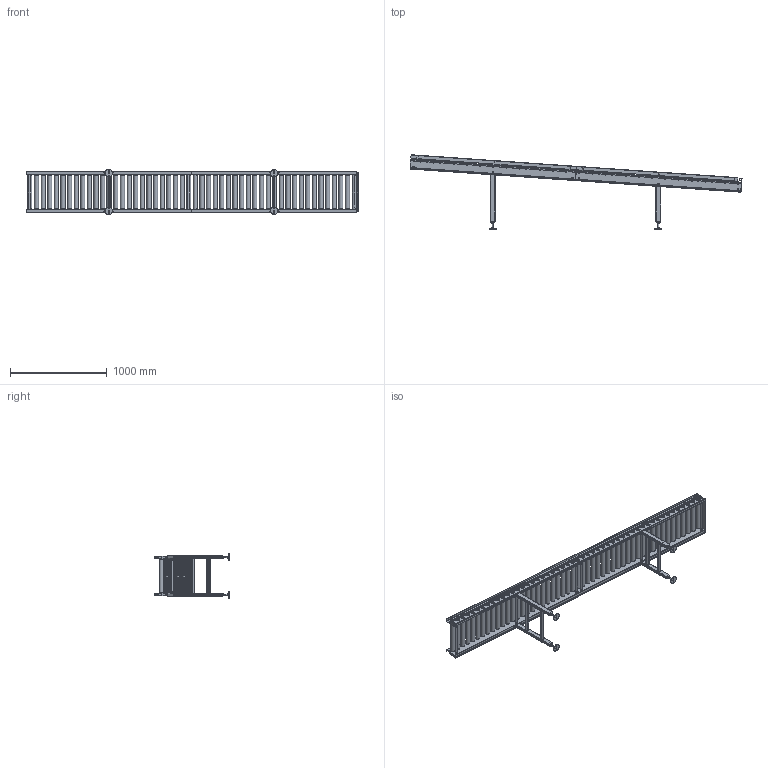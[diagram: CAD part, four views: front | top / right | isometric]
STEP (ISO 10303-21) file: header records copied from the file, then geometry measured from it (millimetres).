
FILE_DESCRIPTION(('FreeCAD Model'),'2;1');
FILE_NAME('Open CASCADE Shape Model','2025-05-04T02:24:41',('FreeCAD'),( 'FreeCAD'),'Open CASCADE STEP processor 7.6','FreeCAD','Unknown');
FILE_SCHEMA(('AUTOMOTIVE_DESIGN { 1 0 10303 214 1 1 1 1 }'));
Products named in the file (1): Open CASCADE STEP translator 7.6 1
Bounding box: 3423.47 x 767.26 x 465.17 mm (x, y, z)
Volume: 30036822.5 mm3; surface area: 7823417.8 mm2
Topology: 167 solids, 167 shells, 1770 faces, 3796 edges, 2460 vertices
Faces by surface type: bspline 1770
Entity records: 58336 total; most frequent: CARTESIAN_POINT 35053, ORIENTED_EDGE 7536, EDGE_CURVE 3768, VERTEX_POINT 2460, FACE_BOUND 2430, EDGE_LOOP 2430, B_SPLINE_CURVE_WITH_KNOTS 1816, ADVANCED_FACE 1770
